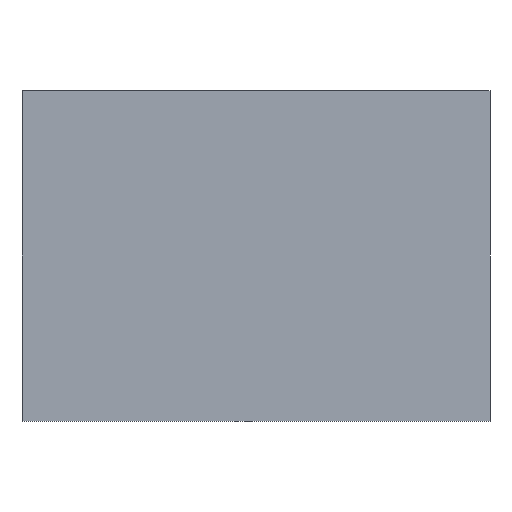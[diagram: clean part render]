
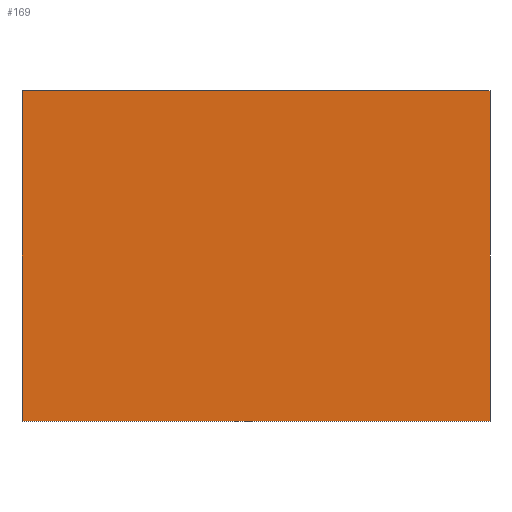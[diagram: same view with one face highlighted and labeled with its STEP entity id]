
A CAD part, front view. The second image highlights one B-rep face of the part: STEP entity #169.
In plain terms, the highlighted planar face has unit normal (0, -1, 0).
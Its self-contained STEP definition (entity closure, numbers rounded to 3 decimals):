
#5 = EDGE_CURVE ( 'NONE', #165, #61, #25, .T. ) ;
#11 = DIRECTION ( 'NONE',  ( 0., 1., 0. ) ) ;
#16 = ORIENTED_EDGE ( 'NONE', *, *, #5, .F. ) ;
#21 = CARTESIAN_POINT ( 'NONE',  ( -210., 0., 148.5 ) ) ;
#23 = CARTESIAN_POINT ( 'NONE',  ( 210., 0., 148.5 ) ) ;
#25 = LINE ( 'NONE', #82, #87 ) ;
#38 = ORIENTED_EDGE ( 'NONE', *, *, #110, .F. ) ;
#43 = VERTEX_POINT ( 'NONE', #21 ) ;
#50 = EDGE_LOOP ( 'NONE', ( #125, #38, #120, #16 ) ) ;
#52 = DIRECTION ( 'NONE',  ( 0., 0., 1. ) ) ;
#56 = DIRECTION ( 'NONE',  ( 0., 0., -1. ) ) ;
#58 = CARTESIAN_POINT ( 'NONE',  ( 0., 0., 0. ) ) ;
#61 = VERTEX_POINT ( 'NONE', #123 ) ;
#73 = DIRECTION ( 'NONE',  ( 0., 0., 1. ) ) ;
#78 = CARTESIAN_POINT ( 'NONE',  ( 210., 0., -148.5 ) ) ;
#82 = CARTESIAN_POINT ( 'NONE',  ( -210., 0., -148.5 ) ) ;
#87 = VECTOR ( 'NONE', #135, 1000. ) ;
#89 = CARTESIAN_POINT ( 'NONE',  ( 210., 0., -148.5 ) ) ;
#94 = LINE ( 'NONE', #137, #140 ) ;
#95 = EDGE_CURVE ( 'NONE', #61, #43, #94, .T. ) ;
#110 = EDGE_CURVE ( 'NONE', #43, #116, #186, .T. ) ;
#116 = VERTEX_POINT ( 'NONE', #23 ) ;
#117 = FACE_OUTER_BOUND ( 'NONE', #50, .T. ) ;
#120 = ORIENTED_EDGE ( 'NONE', *, *, #95, .F. ) ;
#123 = CARTESIAN_POINT ( 'NONE',  ( -210., 0., -148.5 ) ) ;
#125 = ORIENTED_EDGE ( 'NONE', *, *, #170, .F. ) ;
#126 = AXIS2_PLACEMENT_3D ( 'NONE', #58, #11, #73 ) ;
#132 = LINE ( 'NONE', #89, #179 ) ;
#135 = DIRECTION ( 'NONE',  ( -1., 0., 0. ) ) ;
#137 = CARTESIAN_POINT ( 'NONE',  ( -210., 0., -148.5 ) ) ;
#140 = VECTOR ( 'NONE', #52, 1000. ) ;
#163 = VECTOR ( 'NONE', #164, 1000. ) ;
#164 = DIRECTION ( 'NONE',  ( 1., 0., 0. ) ) ;
#165 = VERTEX_POINT ( 'NONE', #78 ) ;
#169 = ADVANCED_FACE ( 'NONE', ( #117 ), #182, .F. ) ;
#170 = EDGE_CURVE ( 'NONE', #116, #165, #132, .T. ) ;
#174 = CARTESIAN_POINT ( 'NONE',  ( -210., 0., 148.5 ) ) ;
#179 = VECTOR ( 'NONE', #56, 1000. ) ;
#182 = PLANE ( 'NONE',  #126 ) ;
#186 = LINE ( 'NONE', #174, #163 ) ;
